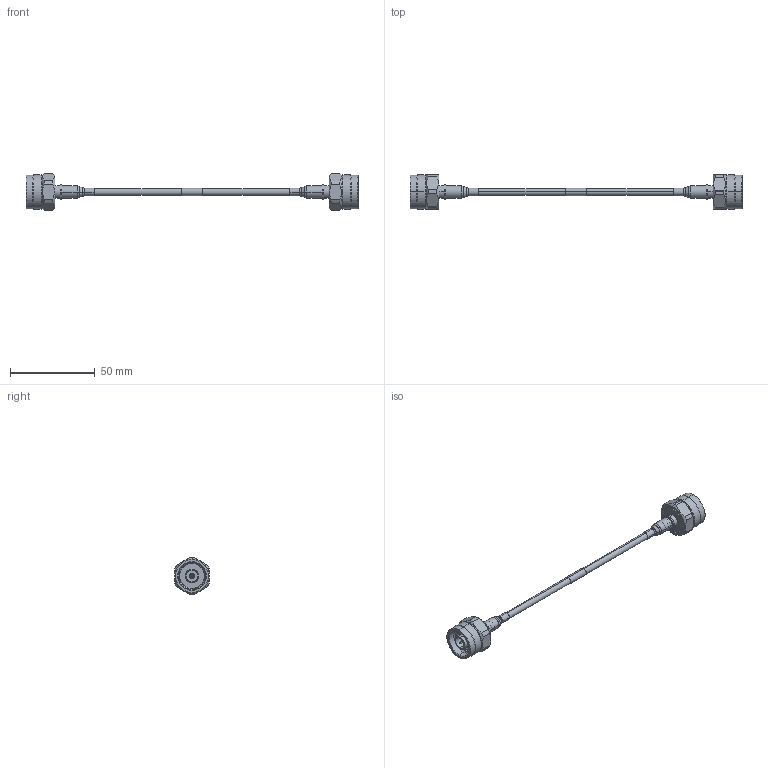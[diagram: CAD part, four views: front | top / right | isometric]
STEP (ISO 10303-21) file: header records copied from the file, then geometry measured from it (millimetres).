
FILE_DESCRIPTION (( 'STEP AP214' ), '1' );
FILE_NAME ('PE3C7966_3D.STEP', '2021-04-13T15:42:15', ( '' ), ( '' ), 'SwSTEP 2.0', 'SolidWorks 2020', '' );
FILE_SCHEMA (( 'AUTOMOTIVE_DESIGN' ));
Length unit declared in the file: inch
Products named in the file (4): TFT-402_WITH LABEL; TFT-402-MA1; PE3C7966_3D; TC-402-NM-LP-PE
Assembly tree (5 placements, depth 2):
  PE3C7966_3D
    TFT-402_WITH LABEL
    TFT-402-MA1  x2
    TC-402-NM-LP-PE  x2
Bounding box: 195.46 x 20.28 x 21.9 mm (x, y, z)
Volume: 10087.1 mm3; surface area: 10795.2 mm2
Topology: 5 solids, 5 shells, 260 faces, 574 edges, 358 vertices
Faces by surface type: cylinder 122, cone 60, plane 58, torus 16, bspline 4
Entity records: 5068 total; most frequent: CARTESIAN_POINT 1798, DIRECTION 703, ORIENTED_EDGE 592, AXIS2_PLACEMENT_3D 300, EDGE_CURVE 296, VERTEX_POINT 185, CIRCLE 159, EDGE_LOOP 157
